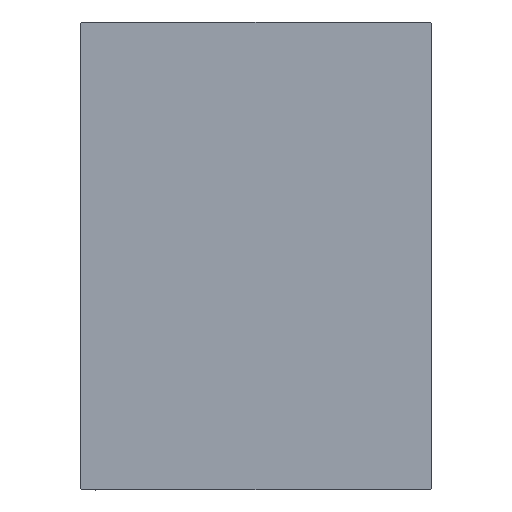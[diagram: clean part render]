
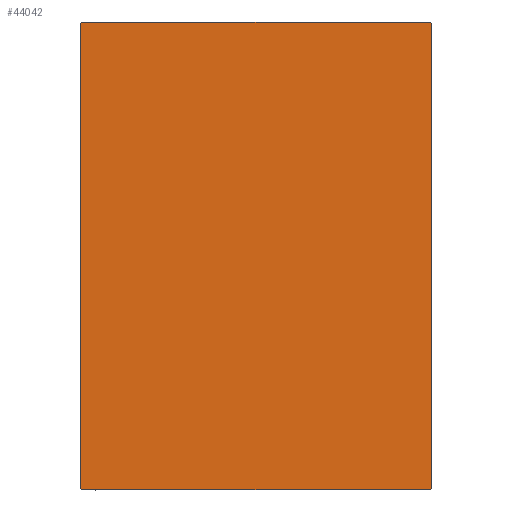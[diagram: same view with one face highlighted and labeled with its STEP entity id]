
A CAD part, left-side view. The second image highlights one B-rep face of the part: STEP entity #44042.
In plain terms, the highlighted face is planar.
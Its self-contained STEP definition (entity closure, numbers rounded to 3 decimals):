
#1028 = ORIENTED_EDGE ( 'NONE', *, *, #36885, .T. ) ;
#1132 = CARTESIAN_POINT ( 'NONE',  ( 153., -37.5, -49.7 ) ) ;
#1642 = VECTOR ( 'NONE', #29299, 1000. ) ;
#2146 = VECTOR ( 'NONE', #28997, 1000. ) ;
#2315 = VECTOR ( 'NONE', #43934, 1000. ) ;
#3138 = DIRECTION ( 'NONE',  ( 0., -0.707, -0.707 ) ) ;
#4745 = ORIENTED_EDGE ( 'NONE', *, *, #16122, .T. ) ;
#6389 = DIRECTION ( 'NONE',  ( 0., 0.707, 0.707 ) ) ;
#7051 = VECTOR ( 'NONE', #27630, 1000. ) ;
#7741 = LINE ( 'NONE', #42042, #42376 ) ;
#8674 = AXIS2_PLACEMENT_3D ( 'NONE', #19000, #32673, #40278 ) ;
#9120 = PLANE ( 'NONE',  #8674 ) ;
#10365 = VECTOR ( 'NONE', #6389, 1000. ) ;
#10756 = LINE ( 'NONE', #34082, #42144 ) ;
#11322 = DIRECTION ( 'NONE',  ( 0., -1., 0. ) ) ;
#13074 = ORIENTED_EDGE ( 'NONE', *, *, #39593, .T. ) ;
#13381 = CARTESIAN_POINT ( 'NONE',  ( 153., -37.2, -50. ) ) ;
#14461 = EDGE_CURVE ( 'NONE', #17766, #28678, #7741, .T. ) ;
#15313 = CARTESIAN_POINT ( 'NONE',  ( 153., -37.5, 50. ) ) ;
#16122 = EDGE_CURVE ( 'NONE', #28960, #34473, #20632, .T. ) ;
#17093 = EDGE_CURVE ( 'NONE', #41750, #19757, #18754, .T. ) ;
#17766 = VERTEX_POINT ( 'NONE', #21792 ) ;
#17971 = VERTEX_POINT ( 'NONE', #25501 ) ;
#18754 = LINE ( 'NONE', #25932, #1642 ) ;
#19000 = CARTESIAN_POINT ( 'NONE',  ( 153., 0., 0. ) ) ;
#19757 = VERTEX_POINT ( 'NONE', #26184 ) ;
#20347 = ORIENTED_EDGE ( 'NONE', *, *, #17093, .T. ) ;
#20593 = ORIENTED_EDGE ( 'NONE', *, *, #35841, .T. ) ;
#20632 = LINE ( 'NONE', #30251, #2315 ) ;
#20798 = ORIENTED_EDGE ( 'NONE', *, *, #40556, .T. ) ;
#20889 = EDGE_CURVE ( 'NONE', #19757, #28960, #27479, .T. ) ;
#21449 = VECTOR ( 'NONE', #37878, 1000. ) ;
#21792 = CARTESIAN_POINT ( 'NONE',  ( 153., 37.2, 50. ) ) ;
#22397 = ORIENTED_EDGE ( 'NONE', *, *, #20889, .T. ) ;
#24265 = CARTESIAN_POINT ( 'NONE',  ( 153., 43.6, 43.6 ) ) ;
#24863 = CARTESIAN_POINT ( 'NONE',  ( 153., -43.6, -43.6 ) ) ;
#25501 = CARTESIAN_POINT ( 'NONE',  ( 153., -37.5, 49.7 ) ) ;
#25932 = CARTESIAN_POINT ( 'NONE',  ( 153., -37.5, -50. ) ) ;
#26184 = CARTESIAN_POINT ( 'NONE',  ( 153., 37.2, -50. ) ) ;
#27089 = EDGE_LOOP ( 'NONE', ( #20347, #22397, #4745, #20593, #37843, #1028, #20798, #13074 ) ) ;
#27096 = VERTEX_POINT ( 'NONE', #1132 ) ;
#27183 = LINE ( 'NONE', #24265, #7051 ) ;
#27479 = LINE ( 'NONE', #44057, #10365 ) ;
#27630 = DIRECTION ( 'NONE',  ( 0., -0.707, 0.707 ) ) ;
#28678 = VERTEX_POINT ( 'NONE', #36887 ) ;
#28960 = VERTEX_POINT ( 'NONE', #41265 ) ;
#28997 = DIRECTION ( 'NONE',  ( 0., 0., -1. ) ) ;
#29299 = DIRECTION ( 'NONE',  ( 0., 1., 0. ) ) ;
#29752 = FACE_OUTER_BOUND ( 'NONE', #27089, .T. ) ;
#30251 = CARTESIAN_POINT ( 'NONE',  ( 153., 37.5, -50. ) ) ;
#32353 = LINE ( 'NONE', #15313, #2146 ) ;
#32673 = DIRECTION ( 'NONE',  ( 1., 0., 0. ) ) ;
#34082 = CARTESIAN_POINT ( 'NONE',  ( 153., -43.6, 43.6 ) ) ;
#34303 = LINE ( 'NONE', #24863, #21449 ) ;
#34473 = VERTEX_POINT ( 'NONE', #34827 ) ;
#34827 = CARTESIAN_POINT ( 'NONE',  ( 153., 37.5, 49.7 ) ) ;
#35841 = EDGE_CURVE ( 'NONE', #34473, #17766, #27183, .T. ) ;
#36885 = EDGE_CURVE ( 'NONE', #28678, #17971, #10756, .T. ) ;
#36887 = CARTESIAN_POINT ( 'NONE',  ( 153., -37.2, 50. ) ) ;
#37843 = ORIENTED_EDGE ( 'NONE', *, *, #14461, .T. ) ;
#37878 = DIRECTION ( 'NONE',  ( 0., 0.707, -0.707 ) ) ;
#39593 = EDGE_CURVE ( 'NONE', #27096, #41750, #34303, .T. ) ;
#40278 = DIRECTION ( 'NONE',  ( 0., 0., -1. ) ) ;
#40556 = EDGE_CURVE ( 'NONE', #17971, #27096, #32353, .T. ) ;
#41265 = CARTESIAN_POINT ( 'NONE',  ( 153., 37.5, -49.7 ) ) ;
#41750 = VERTEX_POINT ( 'NONE', #13381 ) ;
#42042 = CARTESIAN_POINT ( 'NONE',  ( 153., 37.5, 50. ) ) ;
#42144 = VECTOR ( 'NONE', #3138, 1000. ) ;
#42376 = VECTOR ( 'NONE', #11322, 1000. ) ;
#43934 = DIRECTION ( 'NONE',  ( 0., 0., 1. ) ) ;
#44042 = ADVANCED_FACE ( 'NONE', ( #29752 ), #9120, .T. ) ;
#44057 = CARTESIAN_POINT ( 'NONE',  ( 153., 43.6, -43.6 ) ) ;
